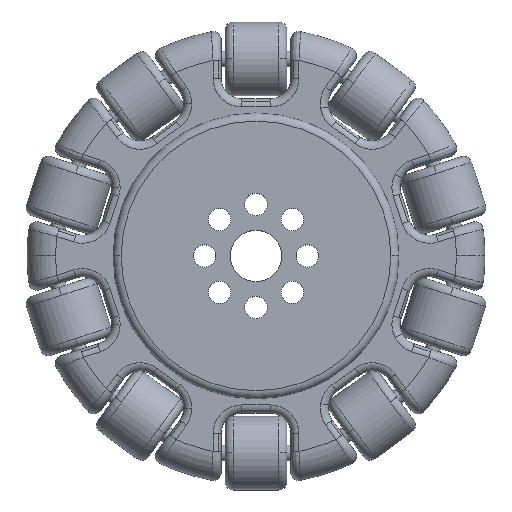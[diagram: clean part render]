
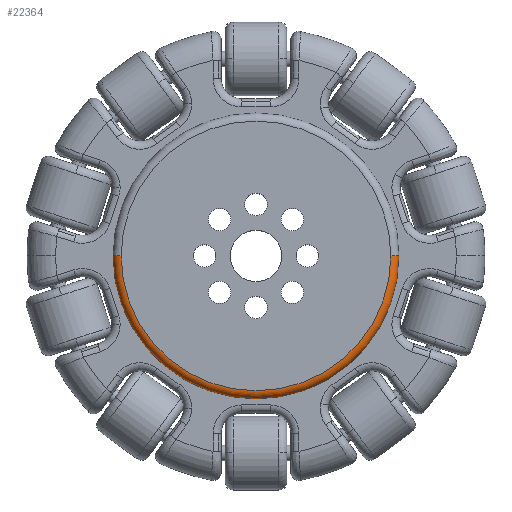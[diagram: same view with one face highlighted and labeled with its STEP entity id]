
A CAD part, top view. The second image highlights one B-rep face of the part: STEP entity #22364.
In plain terms, the highlighted toroidal (fillet/blend) face has major radius 25.381 mm and minor radius 1.538 mm.
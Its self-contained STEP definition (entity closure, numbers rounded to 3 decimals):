
#149 = CARTESIAN_POINT ( 'NONE',  ( -1.644, 1.201, 18.285 ) ) ;
#302 = CARTESIAN_POINT ( 'NONE',  ( -1.644, 1.201, 18.285 ) ) ;
#1984 = EDGE_CURVE ( 'NONE', #12664, #16233, #17485, .T. ) ;
#3189 = DIRECTION ( 'NONE',  ( 0., 0., -1. ) ) ;
#3993 = VERTEX_POINT ( 'NONE', #15513 ) ;
#4332 = AXIS2_PLACEMENT_3D ( 'NONE', #14136, #14271, #18582 ) ;
#4426 = CARTESIAN_POINT ( 'NONE',  ( -28.564, 1.201, 18.285 ) ) ;
#4629 = AXIS2_PLACEMENT_3D ( 'NONE', #19634, #13502, #23810 ) ;
#4930 = CARTESIAN_POINT ( 'NONE',  ( 25.276, 1.201, 18.285 ) ) ;
#5579 = ORIENTED_EDGE ( 'NONE', *, *, #15410, .T. ) ;
#6437 = EDGE_CURVE ( 'NONE', #9653, #12664, #8500, .T. ) ;
#7550 = CIRCLE ( 'NONE', #11739, 25.381 ) ;
#8388 = DIRECTION ( 'NONE',  ( 1., 0., 0. ) ) ;
#8500 = CIRCLE ( 'NONE', #4332, 1.538 ) ;
#8612 = ORIENTED_EDGE ( 'NONE', *, *, #6437, .F. ) ;
#9653 = VERTEX_POINT ( 'NONE', #20028 ) ;
#11159 = DIRECTION ( 'NONE',  ( 1., 0., 0. ) ) ;
#11739 = AXIS2_PLACEMENT_3D ( 'NONE', #22907, #3189, #11159 ) ;
#12559 = CIRCLE ( 'NONE', #4629, 1.538 ) ;
#12664 = VERTEX_POINT ( 'NONE', #4930 ) ;
#13391 = TOROIDAL_SURFACE ( 'NONE', #20065, 25.381, 1.538 ) ;
#13502 = DIRECTION ( 'NONE',  ( 0., -1., 0. ) ) ;
#14118 = DIRECTION ( 'NONE',  ( 0., 0., -1. ) ) ;
#14136 = CARTESIAN_POINT ( 'NONE',  ( 23.738, 1.201, 18.285 ) ) ;
#14271 = DIRECTION ( 'NONE',  ( 0., 1., 0. ) ) ;
#15410 = EDGE_CURVE ( 'NONE', #9653, #3993, #7550, .T. ) ;
#15513 = CARTESIAN_POINT ( 'NONE',  ( -27.025, 1.201, 19.823 ) ) ;
#16157 = ORIENTED_EDGE ( 'NONE', *, *, #1984, .F. ) ;
#16233 = VERTEX_POINT ( 'NONE', #4426 ) ;
#17485 = CIRCLE ( 'NONE', #17899, 26.92 ) ;
#17899 = AXIS2_PLACEMENT_3D ( 'NONE', #149, #14118, #22079 ) ;
#18158 = EDGE_LOOP ( 'NONE', ( #5579, #22209, #16157, #8612 ) ) ;
#18333 = DIRECTION ( 'NONE',  ( 0., 0., -1. ) ) ;
#18582 = DIRECTION ( 'NONE',  ( 0., 0., 1. ) ) ;
#19634 = CARTESIAN_POINT ( 'NONE',  ( -27.025, 1.201, 18.285 ) ) ;
#20019 = FACE_OUTER_BOUND ( 'NONE', #18158, .T. ) ;
#20028 = CARTESIAN_POINT ( 'NONE',  ( 23.738, 1.201, 19.823 ) ) ;
#20065 = AXIS2_PLACEMENT_3D ( 'NONE', #302, #18333, #8388 ) ;
#22079 = DIRECTION ( 'NONE',  ( 1., 0., 0. ) ) ;
#22209 = ORIENTED_EDGE ( 'NONE', *, *, #22279, .T. ) ;
#22279 = EDGE_CURVE ( 'NONE', #3993, #16233, #12559, .T. ) ;
#22364 = ADVANCED_FACE ( 'NONE', ( #20019 ), #13391, .T. ) ;
#22907 = CARTESIAN_POINT ( 'NONE',  ( -1.644, 1.201, 19.823 ) ) ;
#23810 = DIRECTION ( 'NONE',  ( 1., 0., 0. ) ) ;
